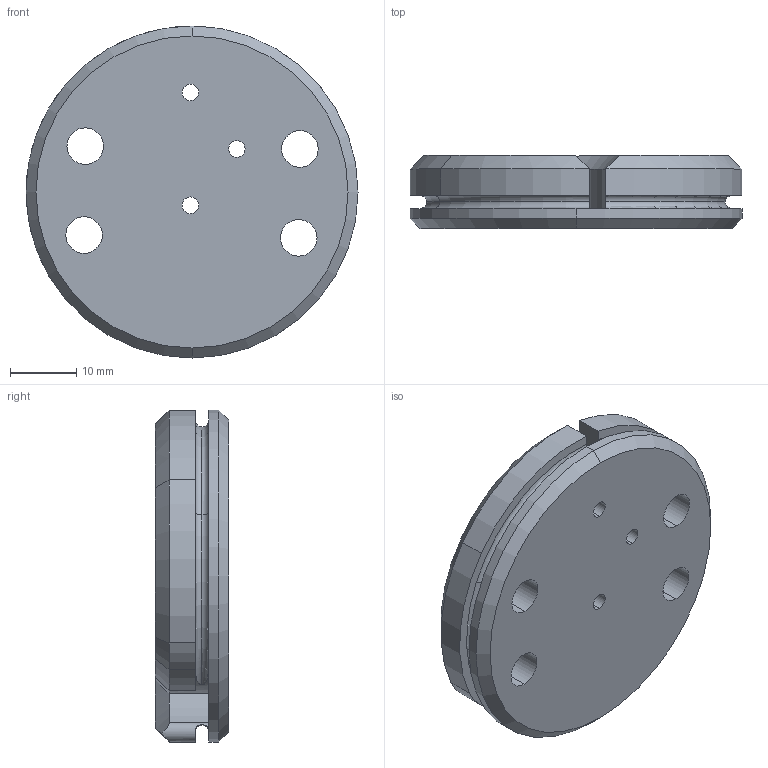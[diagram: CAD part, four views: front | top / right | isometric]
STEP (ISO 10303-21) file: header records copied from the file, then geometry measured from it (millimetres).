
FILE_DESCRIPTION (( 'STEP AP203' ), '1' );
FILE_NAME ('Spool.step_Default_sldprt.STEP', '2022-11-09T04:42:37', ( '' ), ( '' ), 'SwSTEP 2.0', 'SolidWorks 2022', '' );
FILE_SCHEMA (( 'CONFIG_CONTROL_DESIGN' ));
Length unit declared in the file: millimetre
Products named in the file (1): Spool.step_Default_sldprt
Bounding box: 50 x 11 x 50 mm (x, y, z)
Volume: 15058.1 mm3; surface area: 7467.4 mm2
Topology: 1 solids, 1 shells, 80 faces, 203 edges, 131 vertices
Faces by surface type: cylinder 38, plane 23, cone 11, torus 8
Entity records: 2804 total; most frequent: CARTESIAN_POINT 697, DIRECTION 454, ORIENTED_EDGE 406, EDGE_CURVE 203, AXIS2_PLACEMENT_3D 185, VERTEX_POINT 131, CIRCLE 104, EDGE_LOOP 100
